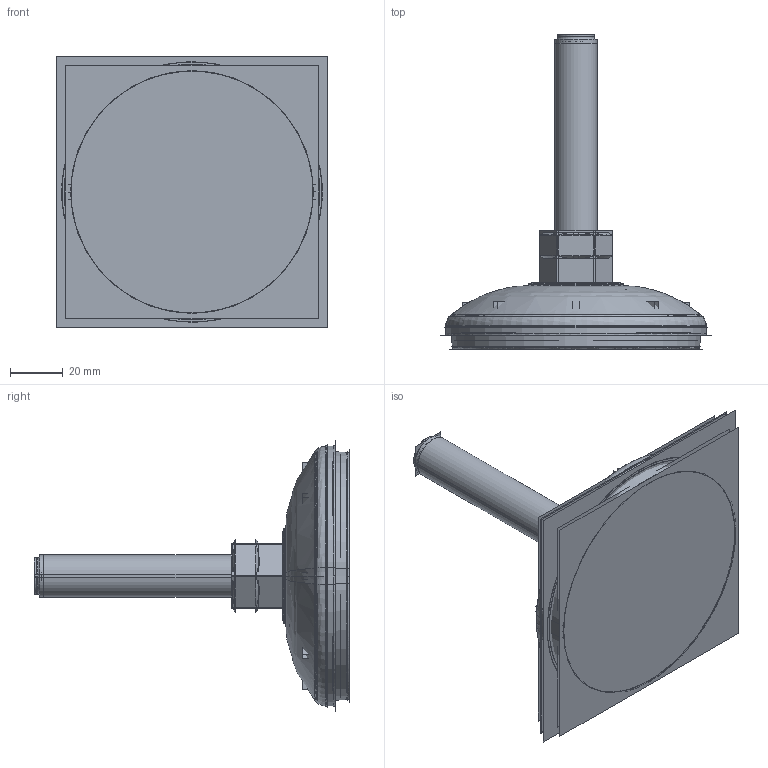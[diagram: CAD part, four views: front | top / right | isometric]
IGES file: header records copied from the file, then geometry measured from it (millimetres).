
Start section:  PTC IGES file: 623-637512-piede.igs
Global section: file name: 623-637512-piede.igs; native system: Pro/ENGINEER by Parametric Technology Corporation; preprocessor: 2005310; author: Salvatore Lanza; organization: Unknown; date: 060329.174854; units: millimetre
Bounding box: 102.54 x 119.18 x 102.54 mm (x, y, z)
Surface area: 290069.4 mm2 (no closed solid volume)
Topology: 0 solids, 0 shells, 392 faces, 4838 edges, 6366 vertices
Faces by surface type: revolution 256, bspline 136
